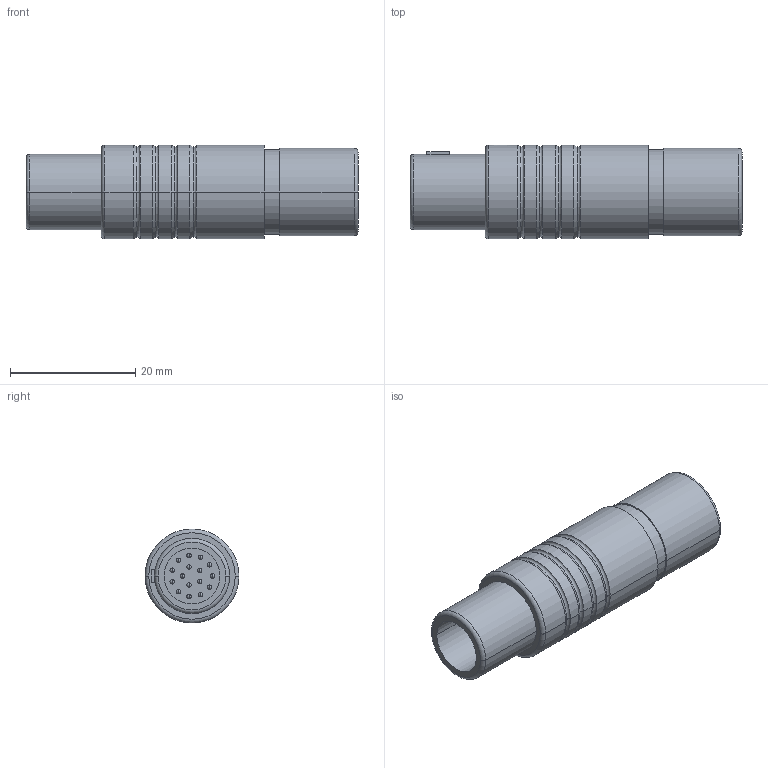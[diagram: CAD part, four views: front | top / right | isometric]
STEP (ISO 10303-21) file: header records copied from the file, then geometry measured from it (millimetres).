
FILE_DESCRIPTION((''),'2;1');
FILE_NAME('S32B0C-P16M','2020-08-05T10:07:29',('RTrager'),(''),'CREO PARAMETRIC BY PTC INC, 2018300','CREO PARAMETRIC BY PTC INC, 2018300','');
FILE_SCHEMA(('AP242_MANAGED_MODEL_BASED_3D_ENGINEERING_MIM_LF { 1 0 10303 442 1 1 4 }'));
Length unit declared in the file: millimetre
Products named in the file (1): S32B0C-P16M
Bounding box: 53 x 15 x 15 mm (x, y, z)
Volume: 5635.2 mm3; surface area: 4334.8 mm2
Topology: 1 solids, 1 shells, 285 faces, 712 edges, 436 vertices
Faces by surface type: cylinder 154, plane 52, sphere 32, torus 30, bspline 9, cone 8
Entity records: 14846 total; most frequent: CARTESIAN_POINT 3135, DIRECTION 1520, ORIENTED_EDGE 1360, PRESENTATION_STYLE_ASSIGNMENT 928, STYLED_ITEM 714, CURVE_STYLE 680, EDGE_CURVE 680, AXIS2_PLACEMENT_3D 645
